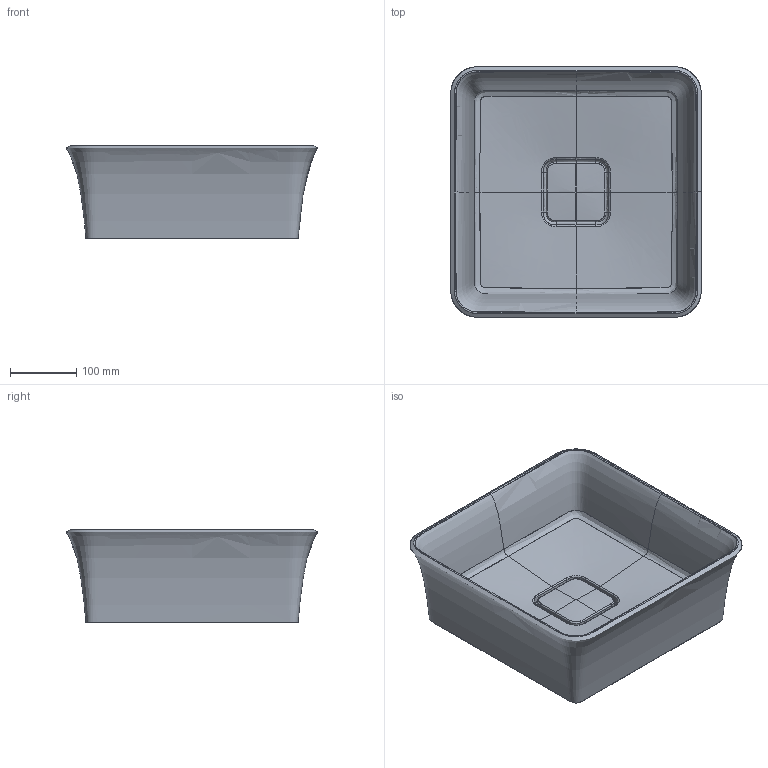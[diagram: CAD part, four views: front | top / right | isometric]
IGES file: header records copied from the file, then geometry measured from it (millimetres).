
Global section: file name: 80_7340_04_10_10_STAR 38x38.igs; native system: NX V8.5; preprocessor: SIEMENS PLM Software NX 8.5; date: 20201228.163427; units: millimetre
Bounding box: 378.55 x 378.55 x 139.56 mm (x, y, z)
Surface area: 577969.1 mm2 (no closed solid volume)
Topology: 0 solids, 0 shells, 241 faces, 1730 edges, 1699 vertices
Faces by surface type: bspline 229, offset 12
